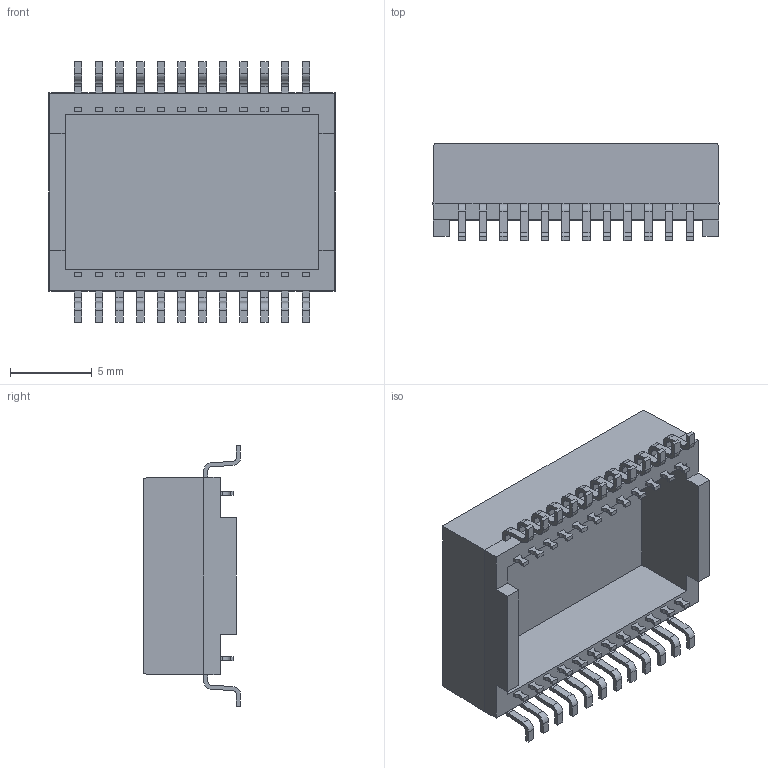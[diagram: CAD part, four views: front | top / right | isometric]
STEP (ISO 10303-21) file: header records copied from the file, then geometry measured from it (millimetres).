
FILE_DESCRIPTION((''),'2;1');
FILE_NAME('UTV24C04','2023-03-06T',('Administrator'),(''),'PRO/ENGINEER BY PARAMETRIC TECHNOLOGY CORPORATION, 2008380','PRO/ENGINEER BY PARAMETRIC TECHNOLOGY CORPORATION, 2008380','');
FILE_SCHEMA(('CONFIG_CONTROL_DESIGN'));
Length unit declared in the file: millimetre
Products named in the file (1): UTV24C04
Bounding box: 17.55 x 5.95 x 16 mm (x, y, z)
Volume: 438.3 mm3; surface area: 1095.4 mm2
Topology: 1 solids, 1 shells, 1262 faces, 3645 edges, 2445 vertices
Faces by surface type: plane 1116, cylinder 146
Entity records: 41056 total; most frequent: CARTESIAN_POINT 7352, ORIENTED_EDGE 7290, DIRECTION 6558, EDGE_CURVE 3645, VECTOR 3256, LINE 3256, VERTEX_POINT 2445, AXIS2_PLACEMENT_3D 1651
